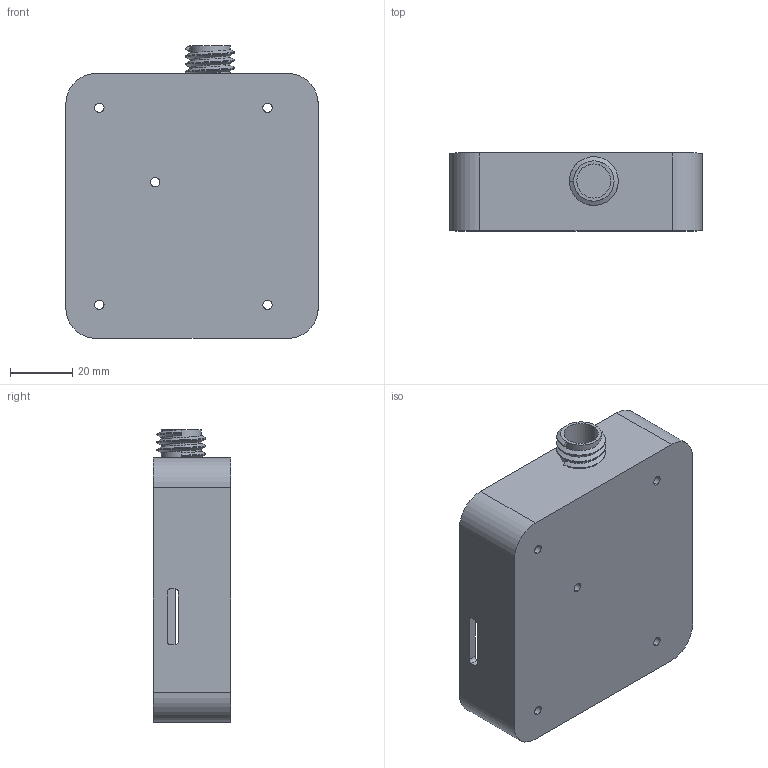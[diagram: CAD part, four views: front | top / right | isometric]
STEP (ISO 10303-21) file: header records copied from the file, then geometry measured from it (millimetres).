
FILE_DESCRIPTION (( 'STEP AP214' ), '1' );
FILE_NAME ('HRDAQ_BOX_BOTTOM.STEP', '2024-06-20T22:12:09', ( '' ), ( '' ), 'SwSTEP 2.0', 'SolidWorks 2023', '' );
FILE_SCHEMA (( 'AUTOMOTIVE_DESIGN' ));
Length unit declared in the file: millimetre
Products named in the file (1): HRDAQ_BOX_BOTTOM
Bounding box: 81.28 x 25 x 94.28 mm (x, y, z)
Volume: 39007.7 mm3; surface area: 29469 mm2
Topology: 1 solids, 1 shells, 111 faces, 284 edges, 178 vertices
Faces by surface type: cylinder 51, plane 31, cone 24, bspline 3, torus 2
Entity records: 4045 total; most frequent: CARTESIAN_POINT 1264, DIRECTION 597, ORIENTED_EDGE 568, EDGE_CURVE 284, AXIS2_PLACEMENT_3D 227, VERTEX_POINT 178, VECTOR 143, LINE 143
